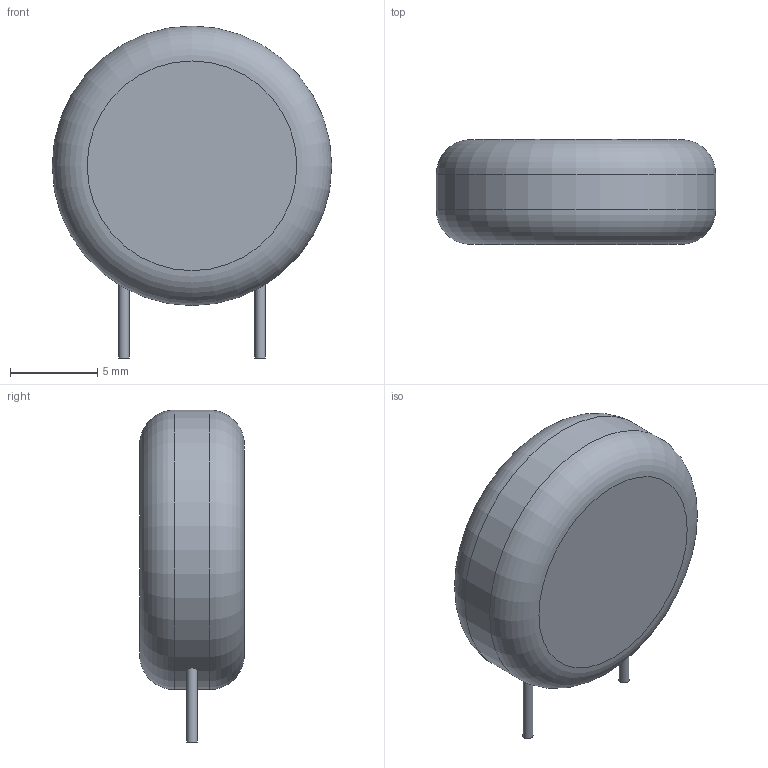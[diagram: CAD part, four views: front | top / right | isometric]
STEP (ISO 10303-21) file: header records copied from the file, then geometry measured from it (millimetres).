
FILE_DESCRIPTION(/* description */ (''),/* implementation_level */ '2;1');
FILE_NAME(/* name */ 'ICL_vertical v3.step',/* time_stamp */ '2018-10-12T17:43:37-05:00',/* author */ ('bmboucher'),/* organization */ (''),/* preprocessor_version */ 'ST-DEVELOPER v17.2',/* originating_system */ 'Autodesk Translation Framework v7.6.0.251',/* authorisation */ '');
FILE_SCHEMA (('AUTOMOTIVE_DESIGN { 1 0 10303 214 3 1 1 }'));
Length unit declared in the file: millimetre
Products named in the file (1): ICL_vertical
Bounding box: 16 x 6 x 19 mm (x, y, z)
Volume: 1131.1 mm3; surface area: 656.5 mm2
Topology: 3 solids, 3 shells, 11 faces, 17 edges, 12 vertices
Faces by surface type: plane 6, cylinder 3, torus 2
Full cylindrical faces by diameter (mm): 0.6 x2, 16 x1
Entity records: 306 total; most frequent: DIRECTION 55, CARTESIAN_POINT 41, ORIENTED_EDGE 34, AXIS2_PLACEMENT_3D 26, EDGE_CURVE 17, CIRCLE 14, VERTEX_POINT 12, FACE_OUTER_BOUND 11
